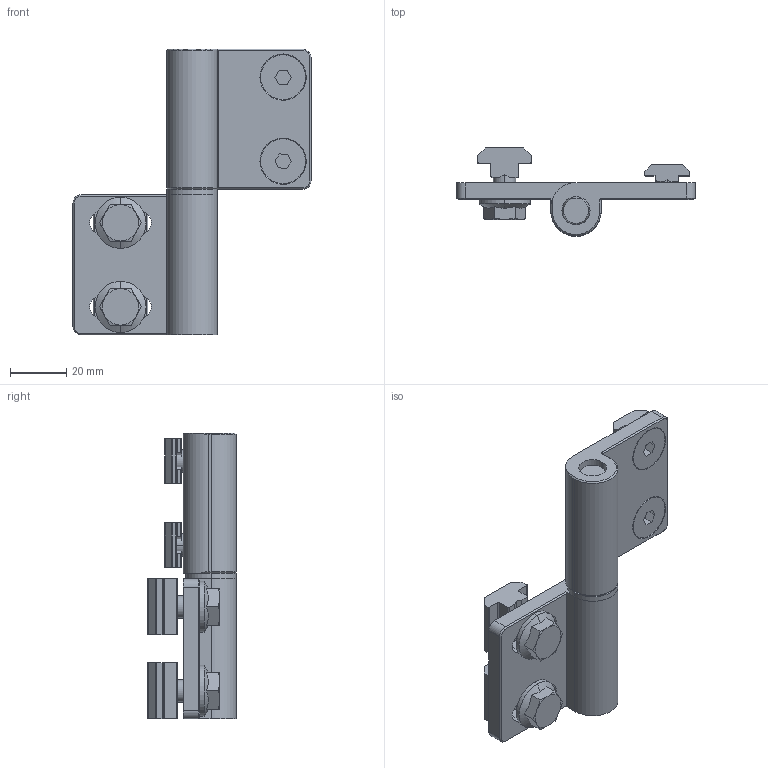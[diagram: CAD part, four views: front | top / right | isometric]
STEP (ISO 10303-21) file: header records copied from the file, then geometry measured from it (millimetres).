
FILE_DESCRIPTION (( 'STEP AP203' ), '1' );
FILE_NAME ('402544562_c_1.STEP', '2022-10-19T15:10:48', ( '' ), ( '' ), 'SwSTEP 2.0', 'SolidWorks 2014', '' );
FILE_SCHEMA (( 'CONFIG_CONTROL_DESIGN' ));
Length unit declared in the file: millimetre
Products named in the file (1): 402544562_c_1
Bounding box: 85 x 31.6 x 102 mm (x, y, z)
Volume: 58859.6 mm3; surface area: 30251.2 mm2
Topology: 12 solids, 12 shells, 1295 faces, 2969 edges, 1698 vertices
Faces by surface type: plane 944, cylinder 315, cone 36
Entity records: 35932 total; most frequent: DIRECTION 6553, CARTESIAN_POINT 6297, ORIENTED_EDGE 5938, EDGE_CURVE 2969, AXIS2_PLACEMENT_3D 2354, LINE 1845, VECTOR 1845, VERTEX_POINT 1698
